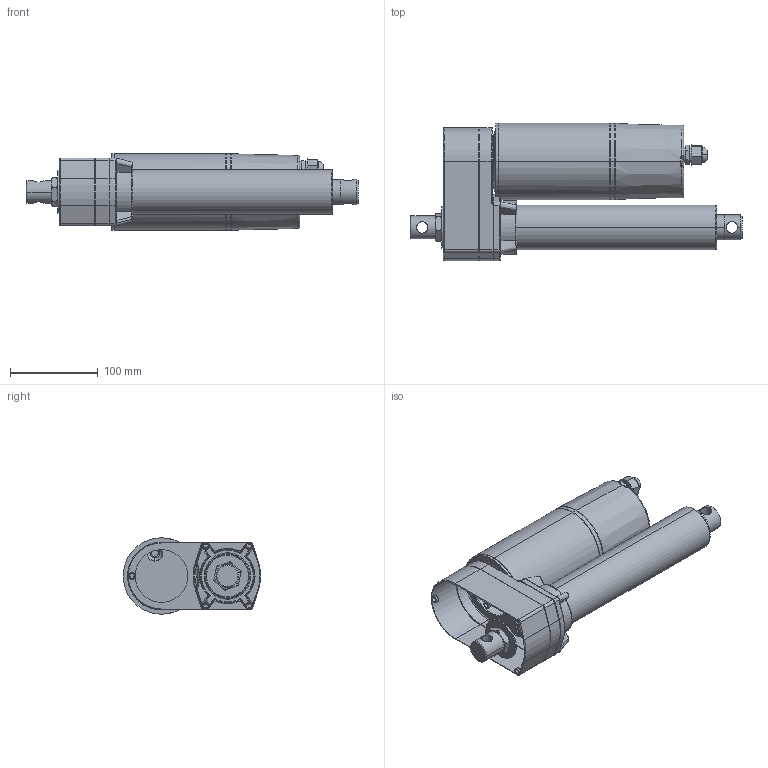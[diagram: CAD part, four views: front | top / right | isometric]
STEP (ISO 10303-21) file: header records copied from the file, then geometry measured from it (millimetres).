
FILE_DESCRIPTION (( 'STEP AP203' ), '1' );
FILE_NAME ('Hba7ceb0c-3a2f-4a03-8017-c234ade64034.step', '2015-06-19T19:56:40', ( 'dsemanik' ), ( 'Microsoft' ), 'SwSTEP 2.0', 'SolidWorks 2013', '' );
FILE_SCHEMA (( 'CONFIG_CONTROL_DESIGN' ));
Length unit declared in the file: inch
Products named in the file (5): NIA5 Housing_00; BasePoint; BaseClevis; Hba7ceb0c-3a2f-4a03-8017-c234ade64034; ND8 Rod_00
Assembly tree (3 placements, depth 2):
  BasePoint
  Hba7ceb0c-3a2f-4a03-8017-c234ade64034
    NIA5 Housing_00
    BaseClevis
    ND8 Rod_00
Bounding box: 378 x 156.6 x 87 mm (x, y, z)
Volume: 2380299 mm3; surface area: 227454.9 mm2
Topology: 4 solids, 6 shells, 462 faces, 1126 edges, 704 vertices
Faces by surface type: plane 181, cylinder 139, torus 87, bspline 47, cone 8
Entity records: 17951 total; most frequent: CARTESIAN_POINT 6849, ORIENTED_EDGE 2240, DIRECTION 2200, EDGE_CURVE 1120, AXIS2_PLACEMENT_3D 867, VERTEX_POINT 704, EDGE_LOOP 504, LINE 466
